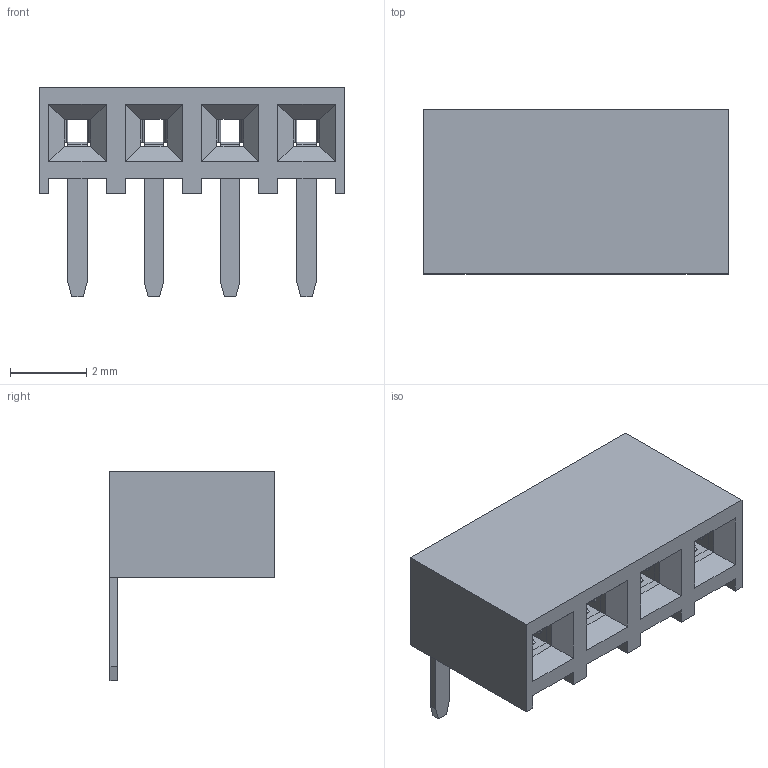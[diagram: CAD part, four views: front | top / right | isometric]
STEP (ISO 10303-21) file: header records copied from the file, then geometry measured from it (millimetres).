
FILE_DESCRIPTION(('STEP AP214'), '1');
FILE_NAME('PBS2-R', '', ('UNSPECIFIED'), ('UNSPECIFIED'), 'ASCON STEP Converter 1.6', 'ASCON Math Kernel', '');
FILE_SCHEMA(('AUTOMOTIVE_DESIGN { 1 0 10303 214 3 1 1}'));
Length unit declared in the file: millimetre
Bounding box: 8 x 4.3 x 5.5 mm (x, y, z)
Volume: 59.3 mm3; surface area: 352 mm2
Topology: 5 solids, 5 shells, 294 faces, 804 edges, 520 vertices
Faces by surface type: plane 238, cylinder 56
Entity records: 11588 total; most frequent: CARTESIAN_POINT 1619, ORIENTED_EDGE 1608, DIRECTION 1506, EDGE_CURVE 804, LINE 692, VECTOR 692, VERTEX_POINT 520, AXIS2_PLACEMENT_3D 407
